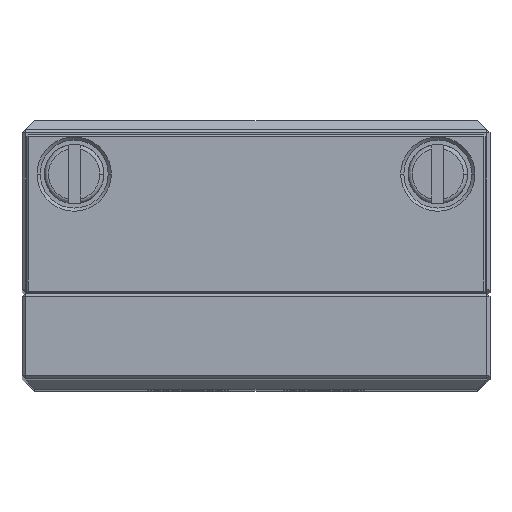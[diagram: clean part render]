
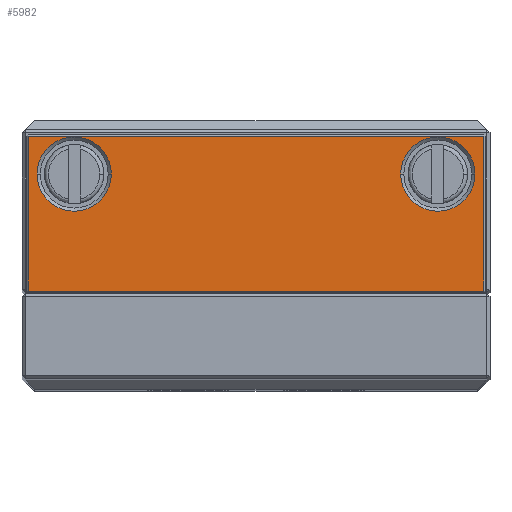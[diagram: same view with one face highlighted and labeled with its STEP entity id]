
A CAD part, top view. The second image highlights one B-rep face of the part: STEP entity #5982.
In plain terms, the highlighted planar face has unit normal (0, 0, 1).
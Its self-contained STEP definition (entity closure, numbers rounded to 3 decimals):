
#4197=FACE_BOUND('',#8730,.T.);
#4198=FACE_BOUND('',#8731,.T.);
#4199=FACE_BOUND('',#8732,.T.);
#4455=PLANE('',#28013);
#5982=ADVANCED_FACE('',(#4197,#4198,#4199),#4455,.T.);
#8730=EDGE_LOOP('',(#14983,#14984,#14985,#14986));
#8731=EDGE_LOOP('',(#14987,#14988));
#8732=EDGE_LOOP('',(#14989,#14990));
#10265=LINE('',#36074,#12568);
#10266=LINE('',#36077,#12569);
#10267=LINE('',#36079,#12570);
#10268=LINE('',#36081,#12571);
#12568=VECTOR('',#29960,1.);
#12569=VECTOR('',#29961,1.);
#12570=VECTOR('',#29962,1.);
#12571=VECTOR('',#29963,1.);
#14983=ORIENTED_EDGE('',*,*,#23935,.T.);
#14984=ORIENTED_EDGE('',*,*,#23936,.T.);
#14985=ORIENTED_EDGE('',*,*,#23937,.T.);
#14986=ORIENTED_EDGE('',*,*,#23938,.T.);
#14987=ORIENTED_EDGE('',*,*,#23865,.T.);
#14988=ORIENTED_EDGE('',*,*,#23934,.T.);
#14989=ORIENTED_EDGE('',*,*,#23869,.T.);
#14990=ORIENTED_EDGE('',*,*,#23933,.T.);
#21663=VERTEX_POINT('',#35810);
#21664=VERTEX_POINT('',#35812);
#21667=VERTEX_POINT('',#35819);
#21668=VERTEX_POINT('',#35821);
#21707=VERTEX_POINT('',#36075);
#21708=VERTEX_POINT('',#36076);
#21709=VERTEX_POINT('',#36078);
#21710=VERTEX_POINT('',#36080);
#23865=EDGE_CURVE('',#21664,#21663,#27273,.T.);
#23869=EDGE_CURVE('',#21668,#21667,#27275,.T.);
#23933=EDGE_CURVE('',#21667,#21668,#27306,.T.);
#23934=EDGE_CURVE('',#21663,#21664,#27307,.T.);
#23935=EDGE_CURVE('',#21707,#21708,#10265,.T.);
#23936=EDGE_CURVE('',#21708,#21709,#10266,.T.);
#23937=EDGE_CURVE('',#21709,#21710,#10267,.T.);
#23938=EDGE_CURVE('',#21710,#21707,#10268,.T.);
#27273=CIRCLE('',#27948,2.35);
#27275=CIRCLE('',#27951,2.35);
#27306=CIRCLE('',#28009,2.35);
#27307=CIRCLE('',#28011,2.35);
#27948=AXIS2_PLACEMENT_3D('',#35811,#29803,#29804);
#27951=AXIS2_PLACEMENT_3D('',#35820,#29811,#29812);
#28009=AXIS2_PLACEMENT_3D('',#36070,#29952,#29953);
#28011=AXIS2_PLACEMENT_3D('',#36072,#29956,#29957);
#28013=AXIS2_PLACEMENT_3D('',#36082,#29964,#29965);
#29803=DIRECTION('',(0.,0.,-1.));
#29804=DIRECTION('',(1.,0.,0.));
#29811=DIRECTION('',(0.,0.,-1.));
#29812=DIRECTION('',(1.,0.,0.));
#29952=DIRECTION('',(0.,0.,-1.));
#29953=DIRECTION('',(1.,0.,0.));
#29956=DIRECTION('',(0.,0.,-1.));
#29957=DIRECTION('',(1.,0.,0.));
#29960=DIRECTION('',(0.,-1.,0.));
#29961=DIRECTION('',(1.,0.,0.));
#29962=DIRECTION('',(0.,1.,0.));
#29963=DIRECTION('',(-1.,0.,0.));
#29964=DIRECTION('',(0.,0.,1.));
#29965=DIRECTION('',(1.,0.,0.));
#35810=CARTESIAN_POINT('',(9.15,13.58,58.5));
#35811=CARTESIAN_POINT('',(11.5,13.58,58.5));
#35812=CARTESIAN_POINT('',(13.85,13.58,58.5));
#35819=CARTESIAN_POINT('',(-13.85,13.58,58.5));
#35820=CARTESIAN_POINT('',(-11.5,13.58,58.5));
#35821=CARTESIAN_POINT('',(-9.15,13.58,58.5));
#36070=CARTESIAN_POINT('',(-11.5,13.58,58.5));
#36072=CARTESIAN_POINT('',(11.5,13.58,58.5));
#36074=CARTESIAN_POINT('',(-14.4,6.08,58.5));
#36075=CARTESIAN_POINT('',(-14.4,15.98,58.5));
#36076=CARTESIAN_POINT('',(-14.4,6.18,58.5));
#36077=CARTESIAN_POINT('',(14.5,6.18,58.5));
#36078=CARTESIAN_POINT('',(14.4,6.18,58.5));
#36079=CARTESIAN_POINT('',(14.4,16.08,58.5));
#36080=CARTESIAN_POINT('',(14.4,15.98,58.5));
#36081=CARTESIAN_POINT('',(-14.5,15.98,58.5));
#36082=CARTESIAN_POINT('',(-14.5,6.08,58.5));
